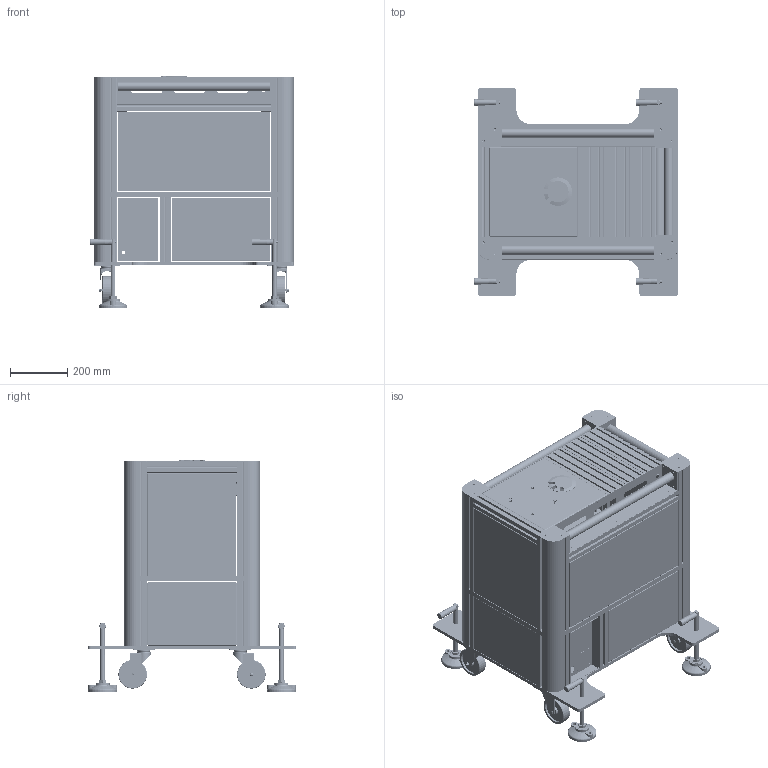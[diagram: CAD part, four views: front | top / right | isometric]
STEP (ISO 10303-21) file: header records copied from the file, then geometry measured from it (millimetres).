
FILE_DESCRIPTION(/* description */ (''),/* implementation_level */ '2;1');
FILE_NAME(/* name */ 'MOBILE_WORKSTATION v4.step',/* time_stamp */ '2022-05-15T21:11:05+02:00',/* author */ (''),/* organization */ (''),/* preprocessor_version */ 'ST-DEVELOPER v18.1',/* originating_system */ 'Autodesk Translation Framework v10.14.0.1471',/* authorisation */ '');
FILE_SCHEMA (('AUTOMOTIVE_DESIGN { 1 0 10303 214 3 1 1 }'));
Products named in the file (59): MOBILE_WORKSTATION; CAR3_ASM_ASM_11_ASM; CAR3-YENCY_ASM_1_ASM_1_ASM_1_ASM; CAR3-DOWN-YENCY_ASM_1_ASM_1_ASM_ASM; DOWN-BASE_1_1_2; DOWN-TOP_1_1_2; 4NYSTA_ASM_1_ASM_1_ASM_4_ASM_1__ASM; DOWN-LR_1_1_2; DOWN-R_1_1_2; WIRE-PLATE_1_1_2; 8040R-L225_1_1_2; 4040-225_1_1_2; 4NYSTA_ASM_1_ASM_1_ASM_4_ASM_1__ASM_1; 4NYSTA_ASM_1_ASM_1_ASM_4_ASM_1__ASM_2; 4NYSTA_ASM_1_ASM_1_ASM_4_ASM_1__ASM_3; ____M6-45L_1_2_1_1_4_1_1_2; NUT_M6-6_1_2_1_1_4_1_1_2; __75-25_1_2_1_1_4_1_1_2; ___3PPUMB_1_2_1_1_4_1_1_2; ___M15-12L_1_1_4_1_1_2; __57-47-2_3T_1_2_1_1_4_1_1_2; DOWN-DOOR-LR_1_1_2; DOWN-DOOR-FB_1_1_2; SB-G_1_1_2; D90M16_1_1_5; CAR3-UP-YENCY_ASM_1_ASM_1_ASM_2_ASM; SUPPOTER_1_ASM_1_ASM_2_ASM; SUPPOTER_1_1_1_2; SUPPOTER_1_2_1_2; L8040-COVER-FL_1_1_2; L8040-COVER-FR_1_1_2; HANDERS-COVER_1_ASM_1_ASM_2_ASM; HANDERS-COVER_1_1_1_2; HANDERS-COVER_1_2_1_2; HANDERS-COVER-L_1_ASM_1_ASM_2_ASM; HANDERS-COVER-L_1_1_1_2; HANDERS-COVER-L_1_2_1_2; HANDERS-COVER-F_1_1_2; HANDKERS-F_1_1_2; DOOR-F_1_1_2 ...
Assembly tree (123 placements, depth 6):
  MOBILE_WORKSTATION
    CAR3_ASM_ASM_11_ASM
      CAR3-YENCY_ASM_1_ASM_1_ASM_1_ASM
        CAR3-DOWN-YENCY_ASM_1_ASM_1_ASM_ASM
          DOWN-BASE_1_1_2
          8040R-L225_1_1_2  x4
          4040-225_1_1_2  x2
          DOWN-TOP_1_1_2
          4NYSTA_ASM_1_ASM_1_ASM_4_ASM_1__ASM
            ____M6-45L_1_2_1_1_4_1_1_2
            NUT_M6-6_1_2_1_1_4_1_1_2
            __75-25_1_2_1_1_4_1_1_2
            ___3PPUMB_1_2_1_1_4_1_1_2
            ___M15-12L_1_1_4_1_1_2
            __57-47-2_3T_1_2_1_1_4_1_1_2
          DOWN-DOOR-LR_1_1_2  x2
          DOWN-DOOR-FB_1_1_2  x2
          DOWN-LR_1_1_2
          DOWN-R_1_1_2
          WIRE-PLATE_1_1_2
          SB-G_1_1_2  x4
          D90M16_1_1_5  x4
          4NYSTA_ASM_1_ASM_1_ASM_4_ASM_1__ASM_1
            ____M6-45L_1_2_1_1_4_1_1_2
            NUT_M6-6_1_2_1_1_4_1_1_2
            __75-25_1_2_1_1_4_1_1_2
            ___3PPUMB_1_2_1_1_4_1_1_2
            ___M15-12L_1_1_4_1_1_2
            __57-47-2_3T_1_2_1_1_4_1_1_2
          4NYSTA_ASM_1_ASM_1_ASM_4_ASM_1__ASM_2
            ____M6-45L_1_2_1_1_4_1_1_2
            NUT_M6-6_1_2_1_1_4_1_1_2
            __75-25_1_2_1_1_4_1_1_2
            ___3PPUMB_1_2_1_1_4_1_1_2
            ___M15-12L_1_1_4_1_1_2
            __57-47-2_3T_1_2_1_1_4_1_1_2
          4NYSTA_ASM_1_ASM_1_ASM_4_ASM_1__ASM_3
            ____M6-45L_1_2_1_1_4_1_1_2
            NUT_M6-6_1_2_1_1_4_1_1_2
            __75-25_1_2_1_1_4_1_1_2
            ___3PPUMB_1_2_1_1_4_1_1_2
            ___M15-12L_1_1_4_1_1_2
            __57-47-2_3T_1_2_1_1_4_1_1_2
        CAR3-UP-YENCY_ASM_1_ASM_1_ASM_2_ASM
          SUPPOTER_1_ASM_1_ASM_2_ASM
            SUPPOTER_1_1_1_2
            SUPPOTER_1_2_1_2
          8040R-L400_1_1_2  x4
          L8040-COVER-FL_1_1_2
          L8040-COVER-FR_1_1_2
          L8040-COVER_1_1_2  x2
          HANDERS-COVER_1_ASM_1_ASM_2_ASM
            HANDERS-COVER_1_1_1_2
            HANDERS-COVER_1_2_1_2
          HANDERS-COVER-L_1_ASM_1_ASM_2_ASM
            HANDERS-COVER-L_1_1_1_2
            HANDERS-COVER-L_1_2_1_2
          HANDKERS-B_1_1_2  x2
          HANDERS-COVER-F_1_1_2
          HANDKERS-F_1_1_2
Bounding box: 713 x 729 x 812 mm (x, y, z)
Volume: 20015248.1 mm3; surface area: 10202759.7 mm2
Topology: 112 solids, 116 shells, 4687 faces, 12763 edges, 8336 vertices
Faces by surface type: plane 2696, cylinder 1768, cone 107, torus 92, bspline 24
Full cylindrical faces by diameter (mm): 1 x1, 2.5 x6, 3.3 x124, 3.5 x4, 4 x6, 4.5 x26, 5 x42, 5.5 x52, 6 x20, 6.2 x2, 6.8 x44, 8.2 x8, 8.5 x40, 8.582 x4, 9 x2, 10 x24, 10.2 x8, 10.5 x8, 12.7 x1, 13 x4, 14 x4, 15 x8, 16 x10, 20 x8, 29.8 x3, 30 x8, 31.8 x9, 37 x4, 38 x10, 41 x4
Entity records: 73713 total; most frequent: CARTESIAN_POINT 12948, DIRECTION 12640, ORIENTED_EDGE 12010, EDGE_CURVE 6005, AXIS2_PLACEMENT_3D 4329, LINE 3982, VECTOR 3982, VERTEX_POINT 3901
